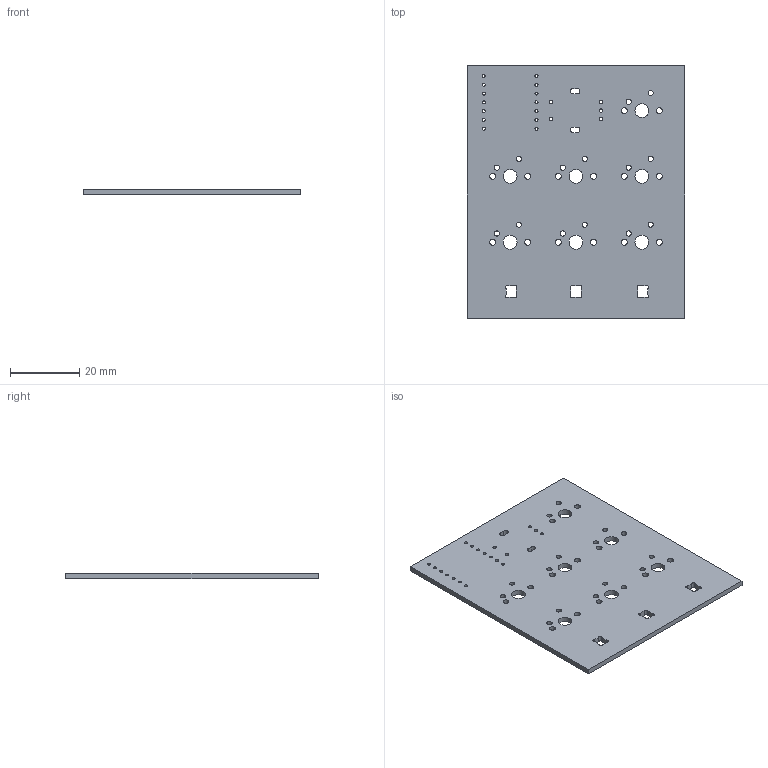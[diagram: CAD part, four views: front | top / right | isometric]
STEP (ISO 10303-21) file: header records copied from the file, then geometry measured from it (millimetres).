
FILE_DESCRIPTION(('KiCad electronic assembly'),'2;1');
FILE_NAME('mo_hackpad_1.1.26.step','2026-01-11T21:18:46',('Pcbnew'),( 'Kicad'),'Open CASCADE STEP processor 7.8','KiCad to STEP converter' ,'Unknown');
FILE_SCHEMA(('AUTOMOTIVE_DESIGN { 1 0 10303 214 1 1 1 1 }'));
Length unit declared in the file: millimetre
Products named in the file (2): mo_hackpad_1.1.26 1; mo_hackpad_1.1.26_PCB
Assembly tree (1 placements, depth 2):
  mo_hackpad_1.1.26 1
    mo_hackpad_1.1.26_PCB
Bounding box: 62.82 x 73.03 x 1.51 mm (x, y, z)
Volume: 6630.8 mm3; surface area: 9702.1 mm2
Topology: 1 solids, 1 shells, 116 faces, 342 edges, 228 vertices
Faces by surface type: cylinder 94, plane 22
Full cylindrical faces by diameter (mm): 0.889 x14, 1 x5, 1.5 x14, 1.7 x14, 4 x7
Entity records: 4247 total; most frequent: DIRECTION 766, CARTESIAN_POINT 688, ORIENTED_EDGE 684, EDGE_CURVE 342, AXIS2_PLACEMENT_3D 306, FACE_BOUND 234, EDGE_LOOP 234, VERTEX_POINT 228
